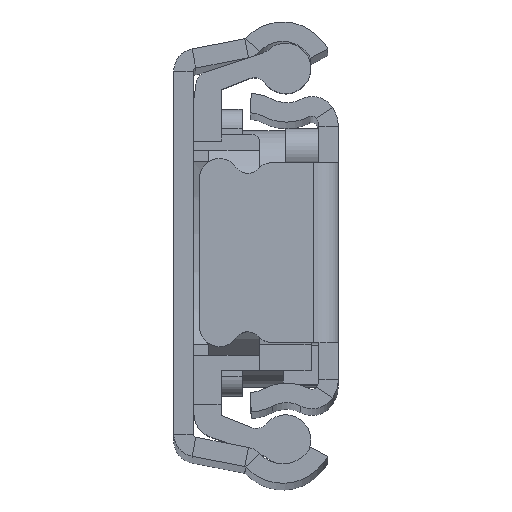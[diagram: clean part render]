
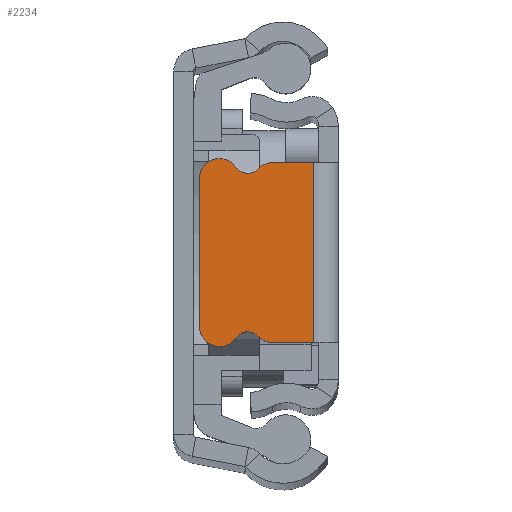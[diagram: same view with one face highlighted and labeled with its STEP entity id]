
A CAD part, top view. The second image highlights one B-rep face of the part: STEP entity #2234.
In plain terms, the highlighted planar face has unit normal (0, 0, 1).
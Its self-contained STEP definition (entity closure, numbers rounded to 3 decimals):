
#5 = VERTEX_POINT ( 'NONE', #14286 ) ;
#118 = CIRCLE ( 'NONE', #14085, 1.5 ) ;
#145 = ORIENTED_EDGE ( 'NONE', *, *, #8910, .T. ) ;
#215 = DIRECTION ( 'NONE',  ( 1., 0., 0. ) ) ;
#540 = DIRECTION ( 'NONE',  ( 0., 0., 1. ) ) ;
#1020 = CARTESIAN_POINT ( 'NONE',  ( -1.9, 6.95, 0. ) ) ;
#1142 = CARTESIAN_POINT ( 'NONE',  ( -9.2, -5.75, 0. ) ) ;
#1186 = DIRECTION ( 'NONE',  ( 0., -1., 0. ) ) ;
#1190 = CARTESIAN_POINT ( 'NONE',  ( -5.078, 6.95, 0. ) ) ;
#1309 = LINE ( 'NONE', #5122, #10801 ) ;
#1423 = CARTESIAN_POINT ( 'NONE',  ( -5.078, -5.45, 0. ) ) ;
#1772 = DIRECTION ( 'NONE',  ( 0., 0., -1. ) ) ;
#1837 = ORIENTED_EDGE ( 'NONE', *, *, #2700, .F. ) ;
#1864 = CARTESIAN_POINT ( 'NONE',  ( -9.14, 7.25, 0. ) ) ;
#1994 = VERTEX_POINT ( 'NONE', #10050 ) ;
#2058 = CIRCLE ( 'NONE', #10830, 1.1 ) ;
#2126 = ORIENTED_EDGE ( 'NONE', *, *, #10062, .T. ) ;
#2198 = EDGE_CURVE ( 'NONE', #9857, #3143, #13089, .T. ) ;
#2234 = ADVANCED_FACE ( 'NONE', ( #13396 ), #13466, .F. ) ;
#2343 = CIRCLE ( 'NONE', #13357, 1.1 ) ;
#2351 = CIRCLE ( 'NONE', #9607, 1.5 ) ;
#2700 = EDGE_CURVE ( 'NONE', #10931, #3143, #4915, .T. ) ;
#3143 = VERTEX_POINT ( 'NONE', #13050 ) ;
#3215 = DIRECTION ( 'NONE',  ( -1., 0., 0. ) ) ;
#3333 = ORIENTED_EDGE ( 'NONE', *, *, #5362, .T. ) ;
#3628 = CARTESIAN_POINT ( 'NONE',  ( -9.2, 7.25, 0. ) ) ;
#3718 = EDGE_CURVE ( 'NONE', #11159, #9857, #10078, .T. ) ;
#3757 = DIRECTION ( 'NONE',  ( -1., 0., 0. ) ) ;
#3833 = DIRECTION ( 'NONE',  ( 0., 1., 0. ) ) ;
#3936 = CARTESIAN_POINT ( 'NONE',  ( 0., -7.25, 0. ) ) ;
#3951 = EDGE_CURVE ( 'NONE', #5, #10628, #11171, .T. ) ;
#4265 = CARTESIAN_POINT ( 'NONE',  ( -6.99, 7.212, 0. ) ) ;
#4915 = LINE ( 'NONE', #7493, #9778 ) ;
#4933 = DIRECTION ( 'NONE',  ( 0., 0., -1. ) ) ;
#5122 = CARTESIAN_POINT ( 'NONE',  ( 1.206, 6.95, 0. ) ) ;
#5175 = DIRECTION ( 'NONE',  ( 0., 0., -1. ) ) ;
#5215 = CARTESIAN_POINT ( 'NONE',  ( -9.2, 5.75, 0. ) ) ;
#5262 = LINE ( 'NONE', #14896, #9039 ) ;
#5339 = ORIENTED_EDGE ( 'NONE', *, *, #7748, .T. ) ;
#5362 = EDGE_CURVE ( 'NONE', #10628, #9644, #8670, .T. ) ;
#5854 = CIRCLE ( 'NONE', #7591, 1.5 ) ;
#5915 = ORIENTED_EDGE ( 'NONE', *, *, #8720, .T. ) ;
#6175 = DIRECTION ( 'NONE',  ( 0., 1., 0. ) ) ;
#6673 = VERTEX_POINT ( 'NONE', #11489 ) ;
#6839 = DIRECTION ( 'NONE',  ( -1., 0., 0. ) ) ;
#6887 = EDGE_CURVE ( 'NONE', #10931, #12680, #1309, .T. ) ;
#7004 = VERTEX_POINT ( 'NONE', #11179 ) ;
#7285 = VECTOR ( 'NONE', #13936, 1000. ) ;
#7341 = CARTESIAN_POINT ( 'NONE',  ( -5.078, -6.95, 0. ) ) ;
#7493 = CARTESIAN_POINT ( 'NONE',  ( -1.9, -7.25, 0. ) ) ;
#7591 = AXIS2_PLACEMENT_3D ( 'NONE', #5215, #8188, #8030 ) ;
#7748 = EDGE_CURVE ( 'NONE', #9644, #11159, #8063, .T. ) ;
#7839 = CARTESIAN_POINT ( 'NONE',  ( -6.99, 7.212, 0. ) ) ;
#7888 = CARTESIAN_POINT ( 'NONE',  ( -6.181, -6.467, 0. ) ) ;
#7934 = CARTESIAN_POINT ( 'NONE',  ( -9.14, 5.75, 0. ) ) ;
#7997 = CARTESIAN_POINT ( 'NONE',  ( 0., -6.95, 0. ) ) ;
#8030 = DIRECTION ( 'NONE',  ( -1., 0., 0. ) ) ;
#8063 = CIRCLE ( 'NONE', #11074, 1.1 ) ;
#8085 = EDGE_CURVE ( 'NONE', #1994, #7004, #2058, .T. ) ;
#8095 = DIRECTION ( 'NONE',  ( 0., 0., 1. ) ) ;
#8188 = DIRECTION ( 'NONE',  ( 0., 0., 1. ) ) ;
#8209 = CARTESIAN_POINT ( 'NONE',  ( -10.7, 5.75, 0. ) ) ;
#8306 = EDGE_CURVE ( 'NONE', #12680, #1994, #13086, .T. ) ;
#8387 = DIRECTION ( 'NONE',  ( 0., 0., 1. ) ) ;
#8495 = VECTOR ( 'NONE', #15351, 1000. ) ;
#8534 = DIRECTION ( 'NONE',  ( 0., 0., 1. ) ) ;
#8642 = ORIENTED_EDGE ( 'NONE', *, *, #12720, .T. ) ;
#8670 = CIRCLE ( 'NONE', #13168, 1.5 ) ;
#8720 = EDGE_CURVE ( 'NONE', #11143, #9983, #118, .T. ) ;
#8831 = ORIENTED_EDGE ( 'NONE', *, *, #12105, .T. ) ;
#8886 = DIRECTION ( 'NONE',  ( 0., 0., -1. ) ) ;
#8910 = EDGE_CURVE ( 'NONE', #6673, #5, #2351, .T. ) ;
#9039 = VECTOR ( 'NONE', #3215, 1000. ) ;
#9120 = VERTEX_POINT ( 'NONE', #3628 ) ;
#9404 = CARTESIAN_POINT ( 'NONE',  ( -10.7, 0., 0. ) ) ;
#9607 = AXIS2_PLACEMENT_3D ( 'NONE', #1142, #8095, #6839 ) ;
#9644 = VERTEX_POINT ( 'NONE', #11211 ) ;
#9746 = DIRECTION ( 'NONE',  ( -1., 0., 0. ) ) ;
#9778 = VECTOR ( 'NONE', #1186, 1000. ) ;
#9796 = VECTOR ( 'NONE', #215, 1000. ) ;
#9857 = VERTEX_POINT ( 'NONE', #7341 ) ;
#9983 = VERTEX_POINT ( 'NONE', #1864 ) ;
#10005 = ORIENTED_EDGE ( 'NONE', *, *, #8085, .T. ) ;
#10050 = CARTESIAN_POINT ( 'NONE',  ( -6.181, 6.467, 0. ) ) ;
#10062 = EDGE_CURVE ( 'NONE', #9120, #12665, #5854, .T. ) ;
#10078 = CIRCLE ( 'NONE', #10832, 1.5 ) ;
#10253 = AXIS2_PLACEMENT_3D ( 'NONE', #10828, #4933, #3757 ) ;
#10600 = ORIENTED_EDGE ( 'NONE', *, *, #14477, .T. ) ;
#10628 = VERTEX_POINT ( 'NONE', #13165 ) ;
#10685 = ORIENTED_EDGE ( 'NONE', *, *, #6887, .T. ) ;
#10801 = VECTOR ( 'NONE', #9746, 1000. ) ;
#10828 = CARTESIAN_POINT ( 'NONE',  ( 0., 0., 0. ) ) ;
#10830 = AXIS2_PLACEMENT_3D ( 'NONE', #7839, #5175, #12627 ) ;
#10832 = AXIS2_PLACEMENT_3D ( 'NONE', #1423, #8534, #6175 ) ;
#10931 = VERTEX_POINT ( 'NONE', #1020 ) ;
#11020 = ORIENTED_EDGE ( 'NONE', *, *, #8306, .T. ) ;
#11074 = AXIS2_PLACEMENT_3D ( 'NONE', #11243, #8886, #11552 ) ;
#11143 = VERTEX_POINT ( 'NONE', #14857 ) ;
#11159 = VERTEX_POINT ( 'NONE', #7888 ) ;
#11171 = LINE ( 'NONE', #3936, #9796 ) ;
#11179 = CARTESIAN_POINT ( 'NONE',  ( -6.99, 6.112, 0. ) ) ;
#11190 = CARTESIAN_POINT ( 'NONE',  ( -9.14, -5.75, 0. ) ) ;
#11211 = CARTESIAN_POINT ( 'NONE',  ( -7.9, -6.593, 0. ) ) ;
#11243 = CARTESIAN_POINT ( 'NONE',  ( -6.99, -7.212, 0. ) ) ;
#11258 = DIRECTION ( 'NONE',  ( 0., -1., 0. ) ) ;
#11347 = AXIS2_PLACEMENT_3D ( 'NONE', #14402, #8387, #3833 ) ;
#11438 = EDGE_LOOP ( 'NONE', ( #14915, #1837, #10685, #11020, #10005, #10600, #5915, #8831, #2126, #8642, #145, #12692, #3333, #5339, #14846 ) ) ;
#11489 = CARTESIAN_POINT ( 'NONE',  ( -10.7, -5.75, 0. ) ) ;
#11552 = DIRECTION ( 'NONE',  ( 0., -1., 0. ) ) ;
#11554 = DIRECTION ( 'NONE',  ( 0., 1., 0. ) ) ;
#12105 = EDGE_CURVE ( 'NONE', #9983, #9120, #5262, .T. ) ;
#12627 = DIRECTION ( 'NONE',  ( 0., -1., 0. ) ) ;
#12665 = VERTEX_POINT ( 'NONE', #8209 ) ;
#12680 = VERTEX_POINT ( 'NONE', #1190 ) ;
#12692 = ORIENTED_EDGE ( 'NONE', *, *, #3951, .T. ) ;
#12714 = DIRECTION ( 'NONE',  ( 0., 0., 1. ) ) ;
#12720 = EDGE_CURVE ( 'NONE', #12665, #6673, #15244, .T. ) ;
#13050 = CARTESIAN_POINT ( 'NONE',  ( -1.9, -6.95, 0. ) ) ;
#13086 = CIRCLE ( 'NONE', #11347, 1.5 ) ;
#13089 = LINE ( 'NONE', #7997, #8495 ) ;
#13165 = CARTESIAN_POINT ( 'NONE',  ( -9.14, -7.25, 0. ) ) ;
#13168 = AXIS2_PLACEMENT_3D ( 'NONE', #11190, #540, #14848 ) ;
#13357 = AXIS2_PLACEMENT_3D ( 'NONE', #4265, #1772, #11258 ) ;
#13396 = FACE_OUTER_BOUND ( 'NONE', #11438, .T. ) ;
#13466 = PLANE ( 'NONE',  #10253 ) ;
#13936 = DIRECTION ( 'NONE',  ( 0., -1., 0. ) ) ;
#14085 = AXIS2_PLACEMENT_3D ( 'NONE', #7934, #12714, #11554 ) ;
#14286 = CARTESIAN_POINT ( 'NONE',  ( -9.2, -7.25, 0. ) ) ;
#14402 = CARTESIAN_POINT ( 'NONE',  ( -5.078, 5.45, 0. ) ) ;
#14477 = EDGE_CURVE ( 'NONE', #7004, #11143, #2343, .T. ) ;
#14846 = ORIENTED_EDGE ( 'NONE', *, *, #3718, .T. ) ;
#14848 = DIRECTION ( 'NONE',  ( 0., 1., 0. ) ) ;
#14857 = CARTESIAN_POINT ( 'NONE',  ( -7.9, 6.593, 0. ) ) ;
#14896 = CARTESIAN_POINT ( 'NONE',  ( 0., 7.25, 0. ) ) ;
#14915 = ORIENTED_EDGE ( 'NONE', *, *, #2198, .T. ) ;
#15244 = LINE ( 'NONE', #9404, #7285 ) ;
#15351 = DIRECTION ( 'NONE',  ( 1., 0., 0. ) ) ;
